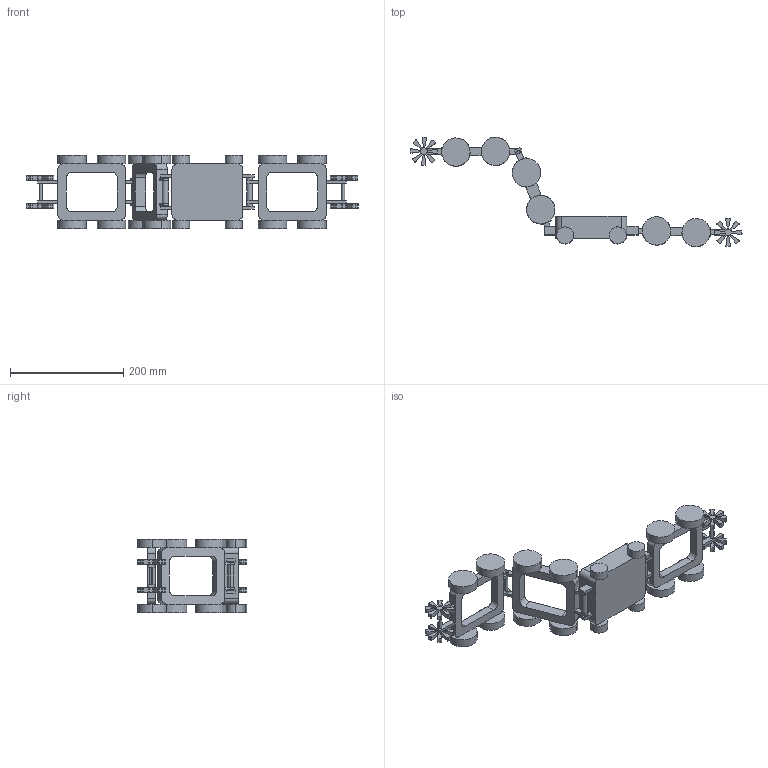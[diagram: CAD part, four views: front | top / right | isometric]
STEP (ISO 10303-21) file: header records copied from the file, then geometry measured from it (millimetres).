
FILE_DESCRIPTION (( 'STEP AP214' ), '1' );
FILE_NAME ('Stair Climber Assembly.STEP', '2023-09-21T14:03:17', ( '' ), ( '' ), 'SwSTEP 2.0', 'SolidWorks 2023', '' );
FILE_SCHEMA (( 'AUTOMOTIVE_DESIGN' ));
Length unit declared in the file: metre
Products named in the file (4): Stair Climber Assembly; Main Body; Header Link; Link1
Assembly tree (4 placements, depth 2):
  Stair Climber Assembly
    Main Body
    Link1
    Header Link  x2
Bounding box: 586.4 x 193.51 x 130 mm (x, y, z)
Volume: 1233774.1 mm3; surface area: 218678.9 mm2
Topology: 4 solids, 6 shells, 480 faces, 1292 edges, 840 vertices
Faces by surface type: plane 280, cylinder 200
Entity records: 9477 total; most frequent: DIRECTION 1682, CARTESIAN_POINT 1617, ORIENTED_EDGE 1588, EDGE_CURVE 794, AXIS2_PLACEMENT_3D 581, VECTOR 520, LINE 520, VERTEX_POINT 516
